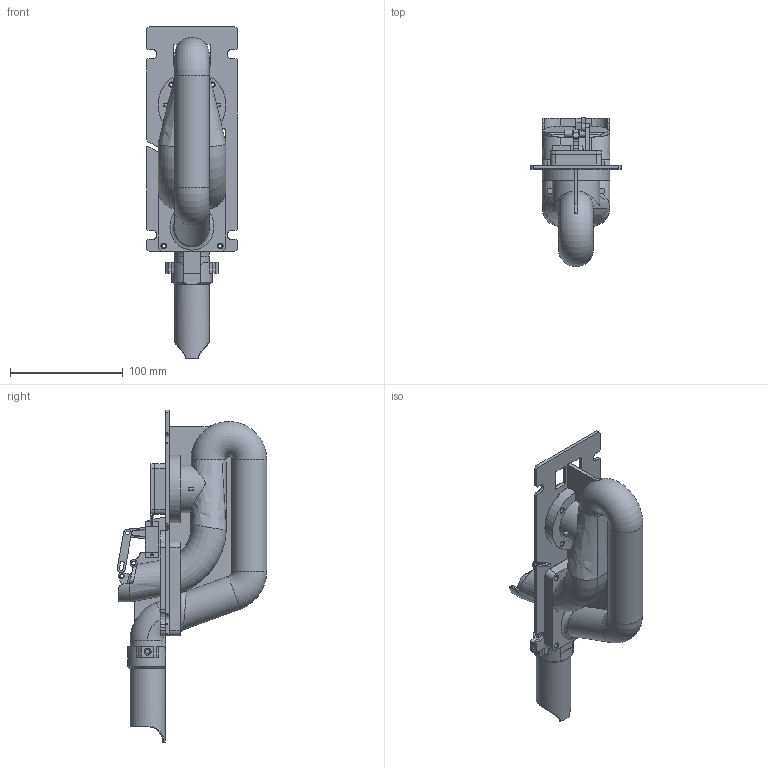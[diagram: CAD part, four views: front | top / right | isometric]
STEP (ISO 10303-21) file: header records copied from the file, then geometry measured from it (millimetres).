
FILE_DESCRIPTION(('FreeCAD Model'),'2;1');
FILE_NAME('Open CASCADE Shape Model','2022-12-27T21:10:27',(''),(''), 'Open CASCADE STEP processor 7.6','FreeCAD','Unknown');
FILE_SCHEMA(('AUTOMOTIVE_DESIGN { 1 0 10303 214 1 1 1 1 }'));
Length unit declared in the file: millimetre
Products named in the file (18): BallActionneur; CarterVac; TubeInterne; TubeExterne; TubeEntree; SpacerTurbine; CacheTurbine; LamelleTurbine; Trappe; EnsembleServo; ServoMG-SG90; BodyServo90S; AxleServo90S; Cables001; EnsembleServoArm; ServoArm; BigServoArm; ArmLink
Assembly tree (17 placements, depth 4):
  BallActionneur
    CarterVac
    TubeInterne
    TubeExterne
    TubeEntree
    SpacerTurbine
    CacheTurbine
    LamelleTurbine
    Trappe
    EnsembleServo
      ServoMG-SG90
        BodyServo90S
        AxleServo90S
        Cables001
      EnsembleServoArm
        ServoArm
        BigServoArm
        ArmLink
Bounding box: 80 x 132.32 x 294 mm (x, y, z)
Volume: 244422.3 mm3; surface area: 179335.4 mm2
Topology: 16 solids, 16 shells, 577 faces, 1496 edges, 952 vertices
Faces by surface type: plane 272, cylinder 180, cone 76, bspline 28, torus 10, revolution 6, extrusion 5
Full cylindrical faces by diameter (mm): 1 x3, 2 x2, 2.2 x2, 2.5 x3, 3.2 x26, 4.2 x10, 4.5 x3, 6.9 x1, 27 x6, 31 x1, 36.5 x1, 37.3 x2
Entity records: 23368 total; most frequent: CARTESIAN_POINT 8458, DIRECTION 3020, ORIENTED_EDGE 2992, EDGE_CURVE 1496, AXIS2_PLACEMENT_3D 1073, VERTEX_POINT 952, VECTOR 868, LINE 863
